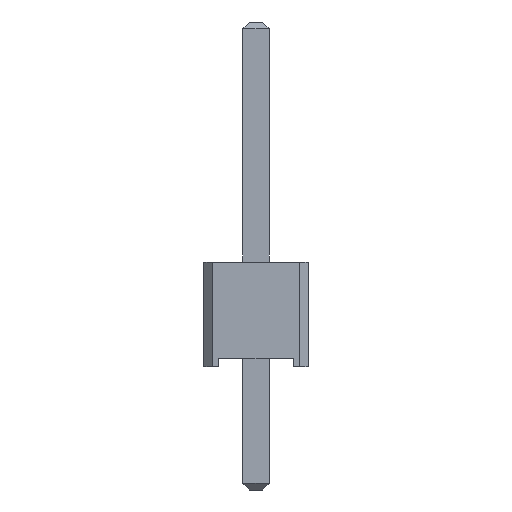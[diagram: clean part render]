
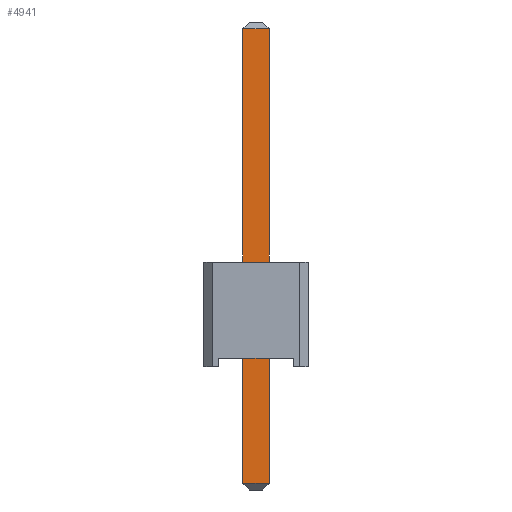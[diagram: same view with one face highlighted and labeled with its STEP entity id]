
A CAD part, left-side view. The second image highlights one B-rep face of the part: STEP entity #4941.
In plain terms, the highlighted planar face has unit normal (-1, 0, 0).
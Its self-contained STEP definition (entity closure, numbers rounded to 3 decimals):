
#4825 = EDGE_CURVE('',#4826,#4828,#4830,.T.);
#4826 = VERTEX_POINT('',#4827);
#4827 = CARTESIAN_POINT('',(-0.32,0.32,-2.84));
#4828 = VERTEX_POINT('',#4829);
#4829 = CARTESIAN_POINT('',(-0.32,0.32,8.22));
#4830 = SURFACE_CURVE('',#4831,(#4835,#4847),.PCURVE_S1.);
#4831 = LINE('',#4832,#4833);
#4832 = CARTESIAN_POINT('',(-0.32,0.32,-3.));
#4833 = VECTOR('',#4834,1.);
#4834 = DIRECTION('',(0.,0.,1.));
#4835 = PCURVE('',#4836,#4841);
#4836 = PLANE('',#4837);
#4837 = AXIS2_PLACEMENT_3D('',#4838,#4839,#4840);
#4838 = CARTESIAN_POINT('',(-0.32,0.32,-3.));
#4839 = DIRECTION('',(0.,1.,0.));
#4840 = DIRECTION('',(1.,0.,0.));
#4841 = DEFINITIONAL_REPRESENTATION('',(#4842),#4846);
#4842 = LINE('',#4843,#4844);
#4843 = CARTESIAN_POINT('',(0.,0.));
#4844 = VECTOR('',#4845,1.);
#4845 = DIRECTION('',(0.,-1.));
#4846 = ( GEOMETRIC_REPRESENTATION_CONTEXT(2) 
PARAMETRIC_REPRESENTATION_CONTEXT() REPRESENTATION_CONTEXT('2D SPACE',''
  ) );
#4847 = PCURVE('',#4848,#4853);
#4848 = PLANE('',#4849);
#4849 = AXIS2_PLACEMENT_3D('',#4850,#4851,#4852);
#4850 = CARTESIAN_POINT('',(-0.32,-0.32,-3.));
#4851 = DIRECTION('',(-1.,0.,0.));
#4852 = DIRECTION('',(0.,1.,0.));
#4853 = DEFINITIONAL_REPRESENTATION('',(#4854),#4858);
#4854 = LINE('',#4855,#4856);
#4855 = CARTESIAN_POINT('',(0.64,0.));
#4856 = VECTOR('',#4857,1.);
#4857 = DIRECTION('',(0.,-1.));
#4858 = ( GEOMETRIC_REPRESENTATION_CONTEXT(2) 
PARAMETRIC_REPRESENTATION_CONTEXT() REPRESENTATION_CONTEXT('2D SPACE',''
  ) );
#4941 = ADVANCED_FACE('',(#4942),#4848,.T.);
#4942 = FACE_BOUND('',#4943,.T.);
#4943 = EDGE_LOOP('',(#4944,#4974,#5000,#5001));
#4944 = ORIENTED_EDGE('',*,*,#4945,.T.);
#4945 = EDGE_CURVE('',#4946,#4948,#4950,.T.);
#4946 = VERTEX_POINT('',#4947);
#4947 = CARTESIAN_POINT('',(-0.32,-0.32,-2.84));
#4948 = VERTEX_POINT('',#4949);
#4949 = CARTESIAN_POINT('',(-0.32,-0.32,8.22));
#4950 = SURFACE_CURVE('',#4951,(#4955,#4962),.PCURVE_S1.);
#4951 = LINE('',#4952,#4953);
#4952 = CARTESIAN_POINT('',(-0.32,-0.32,-3.));
#4953 = VECTOR('',#4954,1.);
#4954 = DIRECTION('',(0.,0.,1.));
#4955 = PCURVE('',#4848,#4956);
#4956 = DEFINITIONAL_REPRESENTATION('',(#4957),#4961);
#4957 = LINE('',#4958,#4959);
#4958 = CARTESIAN_POINT('',(0.,0.));
#4959 = VECTOR('',#4960,1.);
#4960 = DIRECTION('',(0.,-1.));
#4961 = ( GEOMETRIC_REPRESENTATION_CONTEXT(2) 
PARAMETRIC_REPRESENTATION_CONTEXT() REPRESENTATION_CONTEXT('2D SPACE',''
  ) );
#4962 = PCURVE('',#4963,#4968);
#4963 = PLANE('',#4964);
#4964 = AXIS2_PLACEMENT_3D('',#4965,#4966,#4967);
#4965 = CARTESIAN_POINT('',(0.32,-0.32,-3.));
#4966 = DIRECTION('',(0.,-1.,0.));
#4967 = DIRECTION('',(-1.,0.,0.));
#4968 = DEFINITIONAL_REPRESENTATION('',(#4969),#4973);
#4969 = LINE('',#4970,#4971);
#4970 = CARTESIAN_POINT('',(0.64,0.));
#4971 = VECTOR('',#4972,1.);
#4972 = DIRECTION('',(0.,-1.));
#4973 = ( GEOMETRIC_REPRESENTATION_CONTEXT(2) 
PARAMETRIC_REPRESENTATION_CONTEXT() REPRESENTATION_CONTEXT('2D SPACE',''
  ) );
#4974 = ORIENTED_EDGE('',*,*,#4975,.T.);
#4975 = EDGE_CURVE('',#4948,#4828,#4976,.T.);
#4976 = SURFACE_CURVE('',#4977,(#4981,#4988),.PCURVE_S1.);
#4977 = LINE('',#4978,#4979);
#4978 = CARTESIAN_POINT('',(-0.32,-0.32,8.22));
#4979 = VECTOR('',#4980,1.);
#4980 = DIRECTION('',(0.,1.,0.));
#4981 = PCURVE('',#4848,#4982);
#4982 = DEFINITIONAL_REPRESENTATION('',(#4983),#4987);
#4983 = LINE('',#4984,#4985);
#4984 = CARTESIAN_POINT('',(0.,-11.22));
#4985 = VECTOR('',#4986,1.);
#4986 = DIRECTION('',(1.,0.));
#4987 = ( GEOMETRIC_REPRESENTATION_CONTEXT(2) 
PARAMETRIC_REPRESENTATION_CONTEXT() REPRESENTATION_CONTEXT('2D SPACE',''
  ) );
#4988 = PCURVE('',#4989,#4994);
#4989 = PLANE('',#4990);
#4990 = AXIS2_PLACEMENT_3D('',#4991,#4992,#4993);
#4991 = CARTESIAN_POINT('',(-0.24,-0.32,8.3));
#4992 = DIRECTION('',(-0.707,0.,0.707
    ));
#4993 = DIRECTION('',(0.,-1.,0.));
#4994 = DEFINITIONAL_REPRESENTATION('',(#4995),#4999);
#4995 = LINE('',#4996,#4997);
#4996 = CARTESIAN_POINT('',(0.,-0.113));
#4997 = VECTOR('',#4998,1.);
#4998 = DIRECTION('',(-1.,0.));
#4999 = ( GEOMETRIC_REPRESENTATION_CONTEXT(2) 
PARAMETRIC_REPRESENTATION_CONTEXT() REPRESENTATION_CONTEXT('2D SPACE',''
  ) );
#5000 = ORIENTED_EDGE('',*,*,#4825,.F.);
#5001 = ORIENTED_EDGE('',*,*,#5002,.F.);
#5002 = EDGE_CURVE('',#4946,#4826,#5003,.T.);
#5003 = SURFACE_CURVE('',#5004,(#5008,#5015),.PCURVE_S1.);
#5004 = LINE('',#5005,#5006);
#5005 = CARTESIAN_POINT('',(-0.32,-0.32,-2.84));
#5006 = VECTOR('',#5007,1.);
#5007 = DIRECTION('',(0.,1.,0.));
#5008 = PCURVE('',#4848,#5009);
#5009 = DEFINITIONAL_REPRESENTATION('',(#5010),#5014);
#5010 = LINE('',#5011,#5012);
#5011 = CARTESIAN_POINT('',(0.,-0.16));
#5012 = VECTOR('',#5013,1.);
#5013 = DIRECTION('',(1.,0.));
#5014 = ( GEOMETRIC_REPRESENTATION_CONTEXT(2) 
PARAMETRIC_REPRESENTATION_CONTEXT() REPRESENTATION_CONTEXT('2D SPACE',''
  ) );
#5015 = PCURVE('',#5016,#5021);
#5016 = PLANE('',#5017);
#5017 = AXIS2_PLACEMENT_3D('',#5018,#5019,#5020);
#5018 = CARTESIAN_POINT('',(-0.24,-0.32,-2.92));
#5019 = DIRECTION('',(0.707,0.,0.707));
#5020 = DIRECTION('',(0.,-1.,0.));
#5021 = DEFINITIONAL_REPRESENTATION('',(#5022),#5026);
#5022 = LINE('',#5023,#5024);
#5023 = CARTESIAN_POINT('',(0.,-0.113));
#5024 = VECTOR('',#5025,1.);
#5025 = DIRECTION('',(-1.,0.));
#5026 = ( GEOMETRIC_REPRESENTATION_CONTEXT(2) 
PARAMETRIC_REPRESENTATION_CONTEXT() REPRESENTATION_CONTEXT('2D SPACE',''
  ) );
